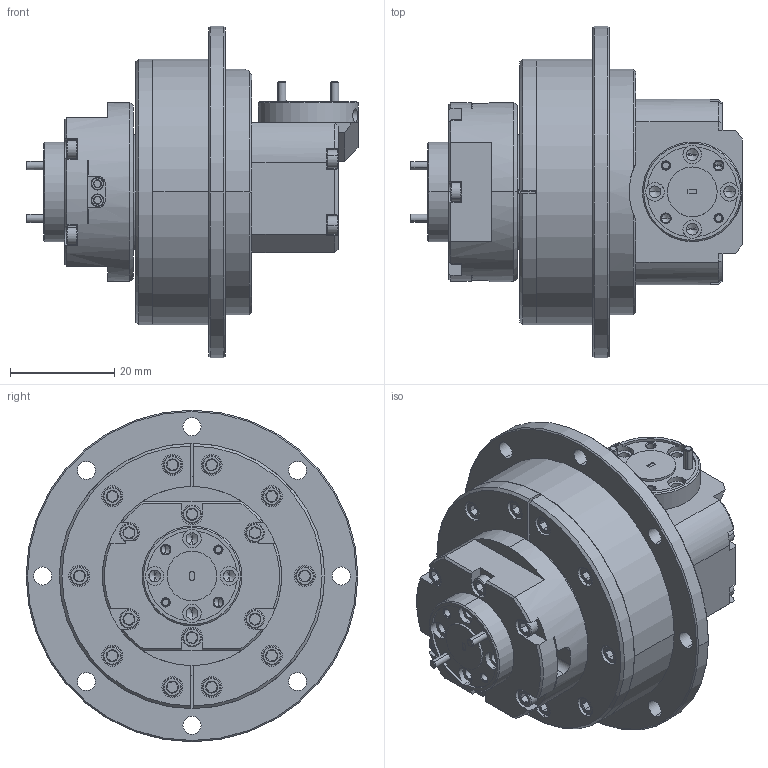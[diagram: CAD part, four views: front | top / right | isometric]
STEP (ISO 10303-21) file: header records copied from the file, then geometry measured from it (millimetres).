
FILE_DESCRIPTION (( 'STEP AP214' ), '1' );
FILE_NAME ('AN-R06R-R06I-A, Defeatured.STEP', '2024-04-26T21:49:14', ( '' ), ( '' ), 'SwSTEP 2.0', 'SolidWorks 2021', '' );
FILE_SCHEMA (( 'AUTOMOTIVE_DESIGN' ));
Length unit declared in the file: inch
Products named in the file (1): AN-R06R-R06I-A, Defeatured
Bounding box: 63.55 x 63.5 x 63.5 mm (x, y, z)
Volume: 73388.6 mm3; surface area: 21543.7 mm2
Topology: 1 solids, 1 shells, 1340 faces, 2883 edges, 1665 vertices
Faces by surface type: cone 533, plane 510, cylinder 297
Entity records: 36558 total; most frequent: CARTESIAN_POINT 7511, DIRECTION 6335, ORIENTED_EDGE 5718, EDGE_CURVE 2859, AXIS2_PLACEMENT_3D 2480, VERTEX_POINT 1665, EDGE_LOOP 1516, VECTOR 1375
